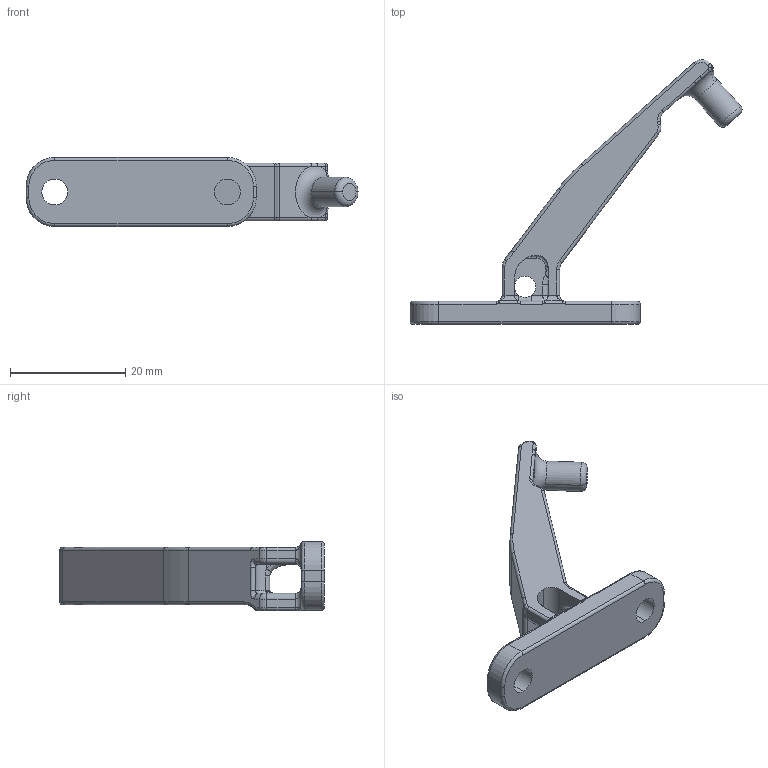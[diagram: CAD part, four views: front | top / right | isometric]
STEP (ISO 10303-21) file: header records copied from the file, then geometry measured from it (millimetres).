
FILE_DESCRIPTION (( 'STEP AP203' ), '1' );
FILE_NAME ('Mecanismo_Brazo_Predeterminado_sldprt.STEP', '2024-07-23T21:01:08', ( '' ), ( '' ), 'SwSTEP 2.0', 'SolidWorks 2018', '' );
FILE_SCHEMA (( 'CONFIG_CONTROL_DESIGN' ));
Length unit declared in the file: centimetre
Products named in the file (1): Mecanismo_Brazo_Predeterminado_sldprt
Bounding box: 57.7 x 45.97 x 12 mm (x, y, z)
Volume: 4913.1 mm3; surface area: 3226.3 mm2
Topology: 1 solids, 1 shells, 199 faces, 472 edges, 263 vertices
Faces by surface type: cylinder 86, torus 49, bspline 32, plane 25, sphere 7
Entity records: 6626 total; most frequent: CARTESIAN_POINT 2155, DIRECTION 967, ORIENTED_EDGE 930, EDGE_CURVE 465, AXIS2_PLACEMENT_3D 409, VERTEX_POINT 263, CIRCLE 241, EDGE_LOOP 204
